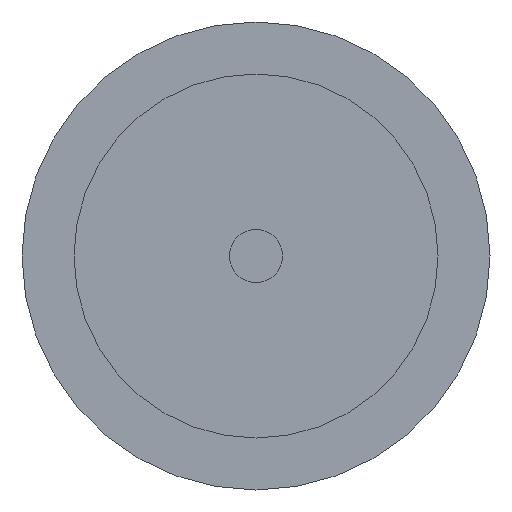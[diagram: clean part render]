
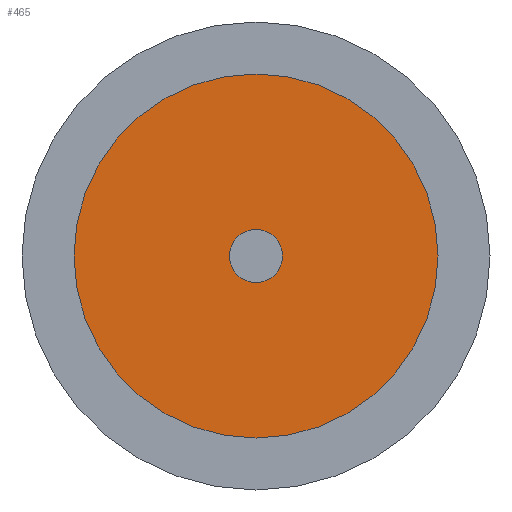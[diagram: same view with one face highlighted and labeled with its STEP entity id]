
A CAD part, left-side view. The second image highlights one B-rep face of the part: STEP entity #465.
In plain terms, the highlighted planar face has unit normal (-1, 0, 0).
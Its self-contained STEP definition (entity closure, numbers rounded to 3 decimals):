
#3 = CARTESIAN_POINT ( 'NONE',  ( -6.35, 0., 0.648 ) ) ;
#8 = ORIENTED_EDGE ( 'NONE', *, *, #53, .F. ) ;
#18 = VERTEX_POINT ( 'NONE', #37 ) ;
#35 = CIRCLE ( 'NONE', #135, 0.648 ) ;
#37 = CARTESIAN_POINT ( 'NONE',  ( -6.35, 0., -4.445 ) ) ;
#53 = EDGE_CURVE ( 'NONE', #85, #147, #262, .T. ) ;
#85 = VERTEX_POINT ( 'NONE', #477 ) ;
#112 = VERTEX_POINT ( 'NONE', #391 ) ;
#120 = AXIS2_PLACEMENT_3D ( 'NONE', #430, #196, #239 ) ;
#135 = AXIS2_PLACEMENT_3D ( 'NONE', #225, #303, #293 ) ;
#138 = DIRECTION ( 'NONE',  ( 1., 0., 0. ) ) ;
#147 = VERTEX_POINT ( 'NONE', #3 ) ;
#161 = DIRECTION ( 'NONE',  ( 0., 0., -1. ) ) ;
#175 = CARTESIAN_POINT ( 'NONE',  ( -6.35, 0., 0. ) ) ;
#180 = AXIS2_PLACEMENT_3D ( 'NONE', #175, #449, #221 ) ;
#196 = DIRECTION ( 'NONE',  ( -1., 0., 0. ) ) ;
#204 = DIRECTION ( 'NONE',  ( 1., 0., 0. ) ) ;
#210 = EDGE_CURVE ( 'NONE', #112, #18, #355, .T. ) ;
#217 = PLANE ( 'NONE',  #478 ) ;
#221 = DIRECTION ( 'NONE',  ( 0., 0., -1. ) ) ;
#225 = CARTESIAN_POINT ( 'NONE',  ( -6.35, 0., 0. ) ) ;
#239 = DIRECTION ( 'NONE',  ( 0., 0., -1. ) ) ;
#262 = CIRCLE ( 'NONE', #120, 0.648 ) ;
#263 = DIRECTION ( 'NONE',  ( 0., 0., -1. ) ) ;
#293 = DIRECTION ( 'NONE',  ( 0., 0., -1. ) ) ;
#303 = DIRECTION ( 'NONE',  ( -1., 0., 0. ) ) ;
#308 = EDGE_LOOP ( 'NONE', ( #8, #327 ) ) ;
#327 = ORIENTED_EDGE ( 'NONE', *, *, #369, .F. ) ;
#331 = CARTESIAN_POINT ( 'NONE',  ( -6.35, 0., 0. ) ) ;
#335 = EDGE_CURVE ( 'NONE', #18, #112, #462, .T. ) ;
#355 = CIRCLE ( 'NONE', #395, 4.445 ) ;
#357 = CARTESIAN_POINT ( 'NONE',  ( -6.35, 0., 0. ) ) ;
#369 = EDGE_CURVE ( 'NONE', #147, #85, #35, .T. ) ;
#378 = ORIENTED_EDGE ( 'NONE', *, *, #335, .F. ) ;
#391 = CARTESIAN_POINT ( 'NONE',  ( -6.35, 0., 4.445 ) ) ;
#395 = AXIS2_PLACEMENT_3D ( 'NONE', #357, #204, #161 ) ;
#398 = ORIENTED_EDGE ( 'NONE', *, *, #210, .F. ) ;
#400 = FACE_OUTER_BOUND ( 'NONE', #410, .T. ) ;
#410 = EDGE_LOOP ( 'NONE', ( #378, #398 ) ) ;
#427 = FACE_BOUND ( 'NONE', #308, .T. ) ;
#430 = CARTESIAN_POINT ( 'NONE',  ( -6.35, 0., 0. ) ) ;
#449 = DIRECTION ( 'NONE',  ( 1., 0., 0. ) ) ;
#462 = CIRCLE ( 'NONE', #180, 4.445 ) ;
#465 = ADVANCED_FACE ( 'NONE', ( #427, #400 ), #217, .F. ) ;
#477 = CARTESIAN_POINT ( 'NONE',  ( -6.35, 0., -0.648 ) ) ;
#478 = AXIS2_PLACEMENT_3D ( 'NONE', #331, #138, #263 ) ;
